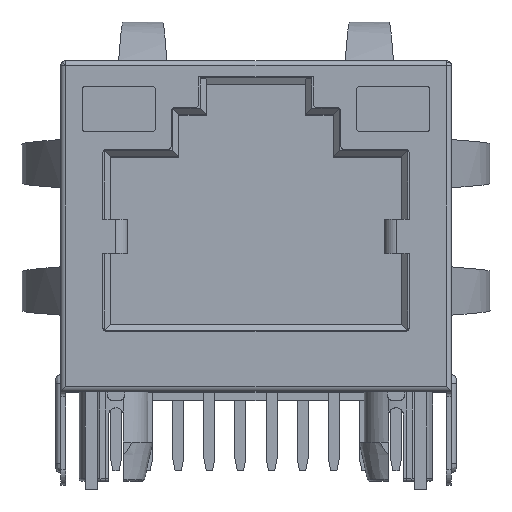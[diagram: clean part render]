
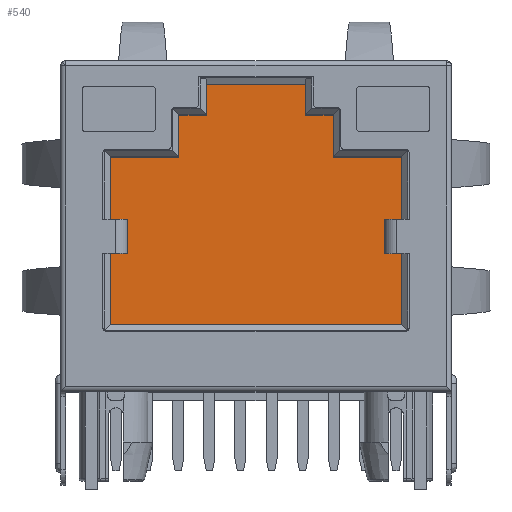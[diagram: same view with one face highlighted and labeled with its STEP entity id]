
A CAD part, top view. The second image highlights one B-rep face of the part: STEP entity #540.
In plain terms, the highlighted planar face has unit normal (0, 0, 1).
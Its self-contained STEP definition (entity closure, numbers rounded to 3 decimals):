
#1=DIRECTION ( 'NONE',  ( 0., 0., 1. ) );
#14=DIRECTION ( 'NONE',  ( 0., -1., 0. ) );
#18=DIRECTION ( 'NONE',  ( 1., 0., 0. ) );
#20=DIRECTION ( 'NONE',  ( 0., 1., 0. ) );
#106=VECTOR ( 'NONE', #18, 1000. );
#136=DIRECTION ( 'NONE',  ( -1., 0., 0. ) );
#159=EDGE_CURVE ( 'NONE', #8938, #1326, #14009, .T. );
#289=CARTESIAN_POINT ( 'NONE',  ( 11.585, 15.3, -9.45 ) );
#331=VECTOR ( 'NONE', #14, 1000. );
#382=CARTESIAN_POINT ( 'NONE',  ( 11.585, 16.55, -9.45 ) );
#398=CARTESIAN_POINT ( 'NONE',  ( 4.305, 9.63, -9.45 ) );
#452=ORIENTED_EDGE ( 'NONE', *, *, #5761, .T. );
#476=VECTOR ( 'NONE', #20, 1000. );
#503=VECTOR ( 'NONE', #136, 1000. );
#540=ADVANCED_FACE ( 'NONE', ( #5192 ), #1402, .T. );
#590=VERTEX_POINT ( 'NONE', #8928 );
#709=LINE ( 'NONE', #382, #503 );
#895=VERTEX_POINT ( 'NONE', #6579 );
#974=EDGE_CURVE ( 'NONE', #9470, #5579, #7200, .T. );
#1270=CARTESIAN_POINT ( 'NONE',  ( 14.805, 9.63, -9.45 ) );
#1326=VERTEX_POINT ( 'NONE', #5215 );
#1402=PLANE ( 'NONE',  #8441 );
#1560=EDGE_CURVE ( 'NONE', #10594, #3636, #3348, .T. );
#1780=ORIENTED_EDGE ( 'NONE', *, *, #9818, .T. );
#1822=CARTESIAN_POINT ( 'NONE',  ( 12.705, 15.3, -9.45 ) );
#1955=EDGE_CURVE ( 'NONE', #9686, #4153, #3370, .T. );
#2010=ORIENTED_EDGE ( 'NONE', *, *, #2849, .T. );
#2730=CARTESIAN_POINT ( 'NONE',  ( 7.525, 15.3, -9.45 ) );
#2849=EDGE_CURVE ( 'NONE', #4153, #5862, #11936, .T. );
#2863=CARTESIAN_POINT ( 'NONE',  ( 6.405, 15.3, -9.45 ) );
#3020=CARTESIAN_POINT ( 'NONE',  ( 15.505, 6.75, -9.45 ) );
#3348=LINE ( 'NONE', #1822, #503 );
#3370=LINE ( 'NONE', #5782, #106 );
#3433=ORIENTED_EDGE ( 'NONE', *, *, #159, .T. );
#3636=VERTEX_POINT ( 'NONE', #289 );
#4153=VERTEX_POINT ( 'NONE', #5691 );
#4623=LINE ( 'NONE', #2730, #503 );
#5050=EDGE_LOOP ( 'NONE', ( #7661, #11578, #3433, #452, #12780, #8213, #15225, #12935, #13611, #10916, #8293, #10989, #7918, #2010, #6526, #6368, #5981, #12772, #15194, #1780 ) );
#5192=FACE_OUTER_BOUND ( 'NONE', #5050, .T. );
#5215=CARTESIAN_POINT ( 'NONE',  ( 3.605, 13.58, -9.45 ) );
#5579=VERTEX_POINT ( 'NONE', #13632 );
#5691=CARTESIAN_POINT ( 'NONE',  ( 15.505, 11.02, -9.45 ) );
#5753=CARTESIAN_POINT ( 'NONE',  ( 15.505, 13.58, -9.45 ) );
#5761=EDGE_CURVE ( 'NONE', #1326, #9470, #7780, .T. );
#5782=CARTESIAN_POINT ( 'NONE',  ( 14.805, 11.02, -9.45 ) );
#5820=CARTESIAN_POINT ( 'NONE',  ( 7.525, 16.55, -9.45 ) );
#5862=VERTEX_POINT ( 'NONE', #5753 );
#5960=LINE ( 'NONE', #398, #503 );
#5981=ORIENTED_EDGE ( 'NONE', *, *, #1560, .T. );
#6368=ORIENTED_EDGE ( 'NONE', *, *, #8780, .T. );
#6526=ORIENTED_EDGE ( 'NONE', *, *, #11073, .T. );
#6579=CARTESIAN_POINT ( 'NONE',  ( 3.605, 6.75, -9.45 ) );
#7200=LINE ( 'NONE', #14161, #106 );
#7568=LINE ( 'NONE', #1270, #476 );
#7661=ORIENTED_EDGE ( 'NONE', *, *, #14898, .T. );
#7780=LINE ( 'NONE', #5215, #331 );
#7918=ORIENTED_EDGE ( 'NONE', *, *, #1955, .T. );
#8213=ORIENTED_EDGE ( 'NONE', *, *, #10560, .T. );
#8248=CARTESIAN_POINT ( 'NONE',  ( 15.505, 9.63, -9.45 ) );
#8293=ORIENTED_EDGE ( 'NONE', *, *, #14283, .T. );
#8294=EDGE_CURVE ( 'NONE', #10926, #895, #10109, .T. );
#8441=AXIS2_PLACEMENT_3D ( 'NONE', #14180, #1, #18 );
#8582=CARTESIAN_POINT ( 'NONE',  ( 6.405, 13.58, -9.45 ) );
#8671=VERTEX_POINT ( 'NONE', #2863 );
#8726=EDGE_CURVE ( 'NONE', #10917, #13948, #709, .T. );
#8780=EDGE_CURVE ( 'NONE', #590, #10594, #12538, .T. );
#8928=CARTESIAN_POINT ( 'NONE',  ( 12.705, 13.58, -9.45 ) );
#8938=VERTEX_POINT ( 'NONE', #8582 );
#9470=VERTEX_POINT ( 'NONE', #14161 );
#9686=VERTEX_POINT ( 'NONE', #5782 );
#9818=EDGE_CURVE ( 'NONE', #13948, #13522, #12711, .T. );
#9875=VERTEX_POINT ( 'NONE', #3020 );
#9975=EDGE_CURVE ( 'NONE', #10570, #10926, #5960, .T. );
#10109=LINE ( 'NONE', #12607, #331 );
#10560=EDGE_CURVE ( 'NONE', #5579, #10570, #12476, .T. );
#10570=VERTEX_POINT ( 'NONE', #398 );
#10594=VERTEX_POINT ( 'NONE', #1822 );
#10814=LINE ( 'NONE', #8248, #503 );
#10916=ORIENTED_EDGE ( 'NONE', *, *, #13903, .T. );
#10917=VERTEX_POINT ( 'NONE', #382 );
#10926=VERTEX_POINT ( 'NONE', #12607 );
#10989=ORIENTED_EDGE ( 'NONE', *, *, #14251, .T. );
#11073=EDGE_CURVE ( 'NONE', #5862, #590, #14001, .T. );
#11123=LINE ( 'NONE', #289, #476 );
#11324=LINE ( 'NONE', #2863, #331 );
#11578=ORIENTED_EDGE ( 'NONE', *, *, #14159, .T. );
#11936=LINE ( 'NONE', #5691, #476 );
#12326=LINE ( 'NONE', #3020, #476 );
#12476=LINE ( 'NONE', #13632, #331 );
#12538=LINE ( 'NONE', #8928, #476 );
#12607=CARTESIAN_POINT ( 'NONE',  ( 3.605, 9.63, -9.45 ) );
#12711=LINE ( 'NONE', #5820, #331 );
#12772=ORIENTED_EDGE ( 'NONE', *, *, #12983, .T. );
#12780=ORIENTED_EDGE ( 'NONE', *, *, #974, .T. );
#12935=ORIENTED_EDGE ( 'NONE', *, *, #8294, .T. );
#12983=EDGE_CURVE ( 'NONE', #3636, #10917, #11123, .T. );
#13522=VERTEX_POINT ( 'NONE', #2730 );
#13611=ORIENTED_EDGE ( 'NONE', *, *, #15184, .T. );
#13632=CARTESIAN_POINT ( 'NONE',  ( 4.305, 11.02, -9.45 ) );
#13903=EDGE_CURVE ( 'NONE', #9875, #14468, #12326, .T. );
#13948=VERTEX_POINT ( 'NONE', #5820 );
#14001=LINE ( 'NONE', #5753, #503 );
#14009=LINE ( 'NONE', #8582, #503 );
#14159=EDGE_CURVE ( 'NONE', #8671, #8938, #11324, .T. );
#14161=CARTESIAN_POINT ( 'NONE',  ( 3.605, 11.02, -9.45 ) );
#14180=CARTESIAN_POINT ( 'NONE',  ( 9.555, 10.75, -9.45 ) );
#14251=EDGE_CURVE ( 'NONE', #14508, #9686, #7568, .T. );
#14283=EDGE_CURVE ( 'NONE', #14468, #14508, #10814, .T. );
#14468=VERTEX_POINT ( 'NONE', #8248 );
#14508=VERTEX_POINT ( 'NONE', #1270 );
#14587=LINE ( 'NONE', #6579, #106 );
#14898=EDGE_CURVE ( 'NONE', #13522, #8671, #4623, .T. );
#15184=EDGE_CURVE ( 'NONE', #895, #9875, #14587, .T. );
#15194=ORIENTED_EDGE ( 'NONE', *, *, #8726, .T. );
#15225=ORIENTED_EDGE ( 'NONE', *, *, #9975, .T. );
